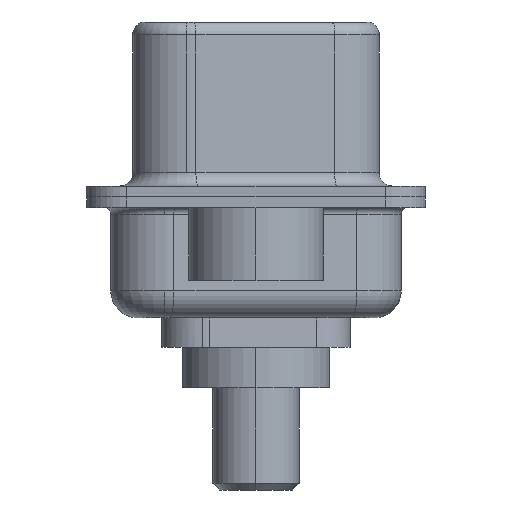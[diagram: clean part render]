
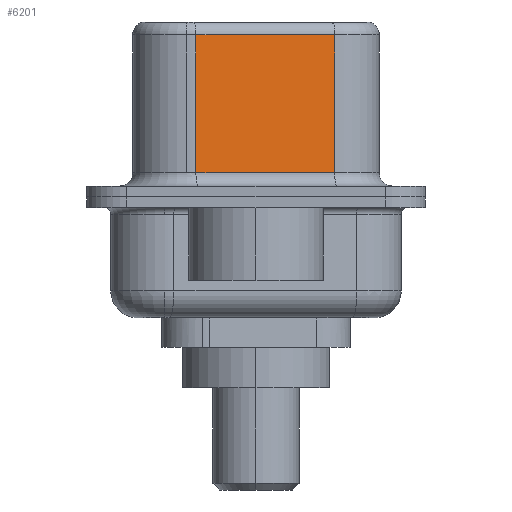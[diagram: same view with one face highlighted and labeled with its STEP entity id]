
A CAD part, left-side view. The second image highlights one B-rep face of the part: STEP entity #6201.
In plain terms, the highlighted planar face has unit normal (-0.985, -0.174, 0).
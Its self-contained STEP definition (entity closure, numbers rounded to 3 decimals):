
#86 = DIRECTION ( 'NONE',  ( 0.174, -0.985, 0. ) ) ;
#530 = PLANE ( 'NONE',  #13714 ) ;
#1578 = DIRECTION ( 'NONE',  ( -0.174, 0.985, 0. ) ) ;
#1621 = EDGE_CURVE ( 'NONE', #8805, #5800, #10267, .T. ) ;
#1880 = VECTOR ( 'NONE', #1578, 1000. ) ;
#2108 = EDGE_CURVE ( 'NONE', #9256, #8805, #10583, .T. ) ;
#3607 = FACE_OUTER_BOUND ( 'NONE', #10298, .T. ) ;
#4068 = VECTOR ( 'NONE', #86, 1000. ) ;
#4196 = VECTOR ( 'NONE', #10556, 1000. ) ;
#4532 = ORIENTED_EDGE ( 'NONE', *, *, #9980, .T. ) ;
#4773 = VECTOR ( 'NONE', #6509, 1000. ) ;
#5318 = CARTESIAN_POINT ( 'NONE',  ( 4.585, -2.927, 0.9 ) ) ;
#5800 = VERTEX_POINT ( 'NONE', #5318 ) ;
#6201 = ADVANCED_FACE ( 'NONE', ( #3607 ), #530, .F. ) ;
#6203 = DIRECTION ( 'NONE',  ( 0.985, 0.174, 0. ) ) ;
#6509 = DIRECTION ( 'NONE',  ( 0., 0., -1. ) ) ;
#7797 = ORIENTED_EDGE ( 'NONE', *, *, #1621, .T. ) ;
#7964 = CARTESIAN_POINT ( 'NONE',  ( 4.585, -2.927, 6.02 ) ) ;
#7966 = ORIENTED_EDGE ( 'NONE', *, *, #2108, .T. ) ;
#7973 = VERTEX_POINT ( 'NONE', #7964 ) ;
#8119 = CARTESIAN_POINT ( 'NONE',  ( 3.675, 2.233, 6.02 ) ) ;
#8805 = VERTEX_POINT ( 'NONE', #10634 ) ;
#9256 = VERTEX_POINT ( 'NONE', #8119 ) ;
#9376 = CARTESIAN_POINT ( 'NONE',  ( 4.585, -2.927, 6.02 ) ) ;
#9454 = CARTESIAN_POINT ( 'NONE',  ( 4.585, -2.927, 6.52 ) ) ;
#9463 = CARTESIAN_POINT ( 'NONE',  ( 4.585, -2.927, 6.52 ) ) ;
#9980 = EDGE_CURVE ( 'NONE', #7973, #9256, #13649, .T. ) ;
#10009 = EDGE_CURVE ( 'NONE', #7973, #5800, #10038, .T. ) ;
#10038 = LINE ( 'NONE', #9463, #4196 ) ;
#10267 = LINE ( 'NONE', #13904, #4068 ) ;
#10298 = EDGE_LOOP ( 'NONE', ( #10465, #4532, #7966, #7797 ) ) ;
#10465 = ORIENTED_EDGE ( 'NONE', *, *, #10009, .F. ) ;
#10556 = DIRECTION ( 'NONE',  ( 0., 0., -1. ) ) ;
#10583 = LINE ( 'NONE', #12851, #4773 ) ;
#10634 = CARTESIAN_POINT ( 'NONE',  ( 3.675, 2.233, 0.9 ) ) ;
#12851 = CARTESIAN_POINT ( 'NONE',  ( 3.675, 2.233, 6.52 ) ) ;
#13649 = LINE ( 'NONE', #9376, #1880 ) ;
#13714 = AXIS2_PLACEMENT_3D ( 'NONE', #9454, #6203, #13867 ) ;
#13867 = DIRECTION ( 'NONE',  ( -0.174, 0.985, 0. ) ) ;
#13904 = CARTESIAN_POINT ( 'NONE',  ( 4.585, -2.927, 0.9 ) ) ;
